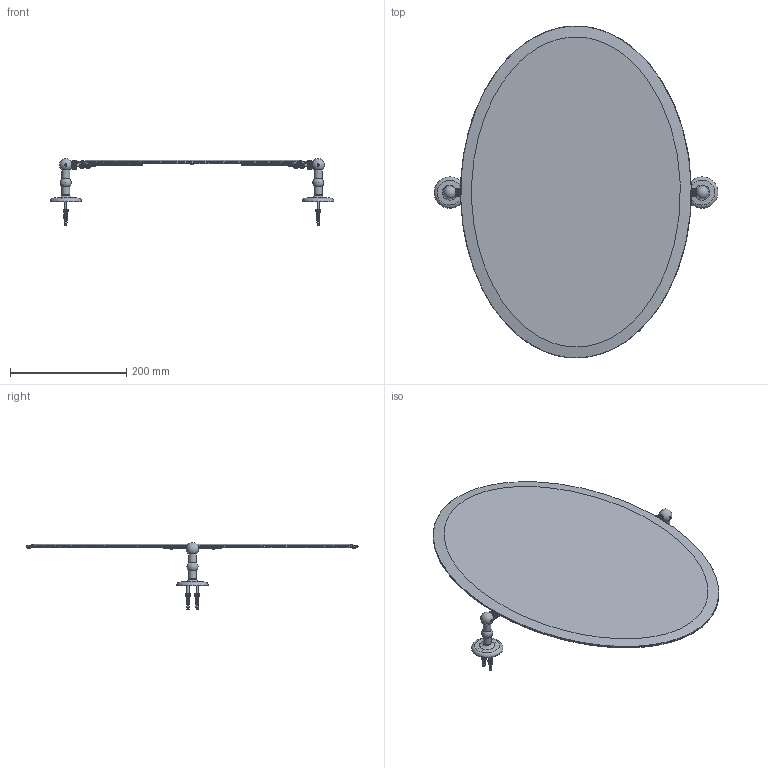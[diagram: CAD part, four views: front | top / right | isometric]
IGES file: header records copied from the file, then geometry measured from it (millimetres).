
Global section: file name: No Iges File Name specified; native system: Autodesk Inventor 2012; preprocessor: AutoDesk Inventor Iges Exporter R2012; author: mblakey; date: 20120622.111238; units: millimetre
Bounding box: 488.43 x 571.49 x 115.09 mm (x, y, z)
Volume: 1103250.8 mm3; surface area: 444772 mm2
Topology: 32 solids, 32 shells, 1632 faces, 4504 edges, 2948 vertices
Faces by surface type: plane 1161, revolution 156, cylinder 120, cone 80, bspline 75, torus 28, sphere 12
Full cylindrical faces by diameter (mm): 3.621 x4, 4 x10, 4.018 x2, 5 x2, 6.35 x2, 8 x4, 8.64 x2, 12 x2, 13.6 x4, 14.5 x4, 54 x2
